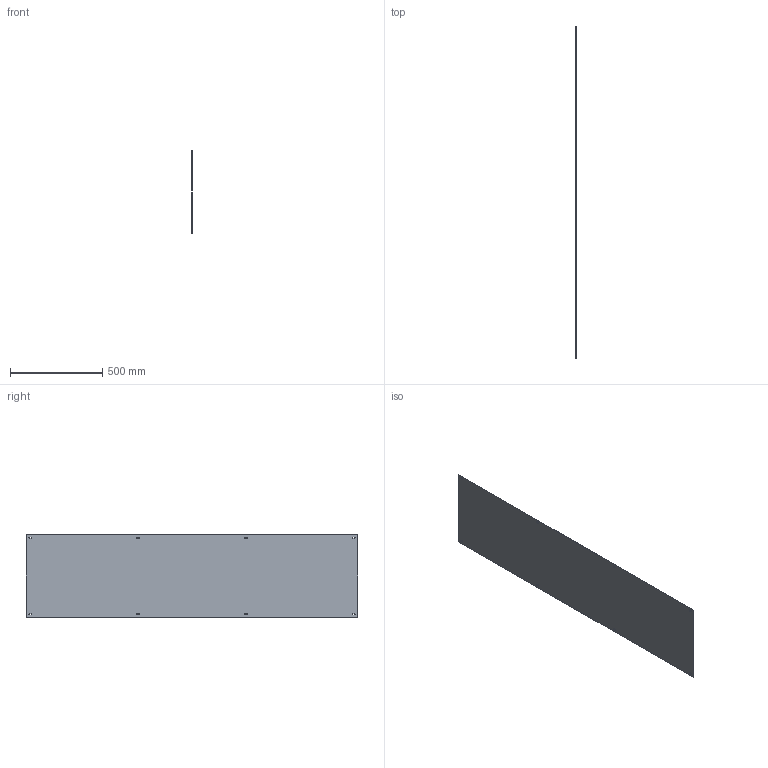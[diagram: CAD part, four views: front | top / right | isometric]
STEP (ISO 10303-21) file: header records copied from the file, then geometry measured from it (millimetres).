
FILE_DESCRIPTION (( 'STEP AP203' ), '1' );
FILE_NAME ('Áîêîâàÿ ïàíåëü äëÿ ÂÐÓ-1 è ÂÐÓ-2 (1800õØõ450) Unit S ñâàðíàÿ EKF PROxima.STEP', '2021-07-13T08:49:30', ( '' ), ( '' ), 'SwSTEP 2.0', 'SolidWorks 2021', '' );
FILE_SCHEMA (( 'CONFIG_CONTROL_DESIGN' ));
Length unit declared in the file: millimetre
Products named in the file (1): Áîêîâàÿ ïàíåëü äëÿ ÂÐÓ-1 è ÂÐÓ-2 (1800õØõ450) Unit S ñâàðíàÿ EKF PROxima
Bounding box: 1 x 1795 x 445 mm (x, y, z)
Volume: 798019.1 mm3; surface area: 1600822.2 mm2
Topology: 1 solids, 1 shells, 38 faces, 108 edges, 72 vertices
Faces by surface type: plane 22, cylinder 16
Entity records: 1353 total; most frequent: CARTESIAN_POINT 219, DIRECTION 218, ORIENTED_EDGE 216, EDGE_CURVE 108, VECTOR 76, LINE 76, VERTEX_POINT 72, AXIS2_PLACEMENT_3D 71
